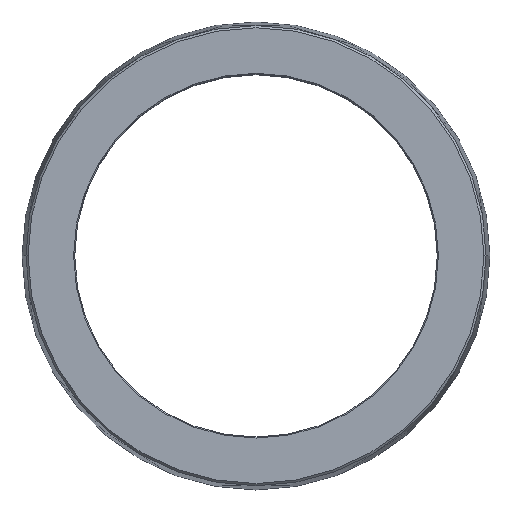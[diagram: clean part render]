
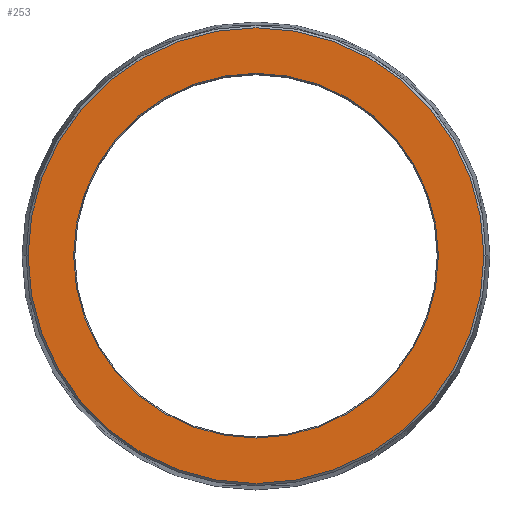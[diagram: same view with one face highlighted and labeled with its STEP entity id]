
A CAD part, top view. The second image highlights one B-rep face of the part: STEP entity #253.
In plain terms, the highlighted planar face has unit normal (0, 0, 1).
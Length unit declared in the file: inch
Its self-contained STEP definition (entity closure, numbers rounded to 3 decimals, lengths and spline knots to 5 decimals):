
#29 = VERTEX_POINT ( 'NONE', #423 ) ;
#33 = EDGE_CURVE ( 'NONE', #29, #176, #152, .T. ) ;
#35 = AXIS2_PLACEMENT_3D ( 'NONE', #288, #48, #213 ) ;
#45 = CARTESIAN_POINT ( 'NONE',  ( -2.1675, 0., 3. ) ) ;
#48 = DIRECTION ( 'NONE',  ( 0., 0., 1. ) ) ;
#56 = AXIS2_PLACEMENT_3D ( 'NONE', #479, #307, #184 ) ;
#58 = ORIENTED_EDGE ( 'NONE', *, *, #33, .T. ) ;
#62 = CIRCLE ( 'NONE', #56, 2.7087 ) ;
#73 = DIRECTION ( 'NONE',  ( 0., 0., -1. ) ) ;
#93 = DIRECTION ( 'NONE',  ( 0., 0., 1. ) ) ;
#130 = PLANE ( 'NONE',  #265 ) ;
#139 = DIRECTION ( 'NONE',  ( 0., 0., -1. ) ) ;
#140 = ORIENTED_EDGE ( 'NONE', *, *, #295, .T. ) ;
#152 = CIRCLE ( 'NONE', #354, 2.1675 ) ;
#153 = CARTESIAN_POINT ( 'NONE',  ( 0., 0., 3. ) ) ;
#167 = EDGE_CURVE ( 'NONE', #283, #356, #62, .T. ) ;
#176 = VERTEX_POINT ( 'NONE', #45 ) ;
#180 = ORIENTED_EDGE ( 'NONE', *, *, #167, .T. ) ;
#184 = DIRECTION ( 'NONE',  ( 1., 0., 0. ) ) ;
#203 = EDGE_LOOP ( 'NONE', ( #458, #180 ) ) ;
#213 = DIRECTION ( 'NONE',  ( 1., 0., 0. ) ) ;
#215 = CIRCLE ( 'NONE', #296, 2.1675 ) ;
#234 = DIRECTION ( 'NONE',  ( 1., 0., 0. ) ) ;
#249 = EDGE_LOOP ( 'NONE', ( #58, #140 ) ) ;
#253 = ADVANCED_FACE ( 'NONE', ( #403, #489 ), #130, .T. ) ;
#259 = CARTESIAN_POINT ( 'NONE',  ( -2.7087, 0., 3. ) ) ;
#265 = AXIS2_PLACEMENT_3D ( 'NONE', #448, #93, #234 ) ;
#283 = VERTEX_POINT ( 'NONE', #461 ) ;
#288 = CARTESIAN_POINT ( 'NONE',  ( 0., 0., 3. ) ) ;
#295 = EDGE_CURVE ( 'NONE', #176, #29, #215, .T. ) ;
#296 = AXIS2_PLACEMENT_3D ( 'NONE', #333, #139, #419 ) ;
#307 = DIRECTION ( 'NONE',  ( 0., 0., 1. ) ) ;
#330 = CIRCLE ( 'NONE', #35, 2.7087 ) ;
#333 = CARTESIAN_POINT ( 'NONE',  ( 0., 0., 3. ) ) ;
#354 = AXIS2_PLACEMENT_3D ( 'NONE', #153, #73, #482 ) ;
#356 = VERTEX_POINT ( 'NONE', #259 ) ;
#377 = EDGE_CURVE ( 'NONE', #356, #283, #330, .T. ) ;
#403 = FACE_BOUND ( 'NONE', #249, .T. ) ;
#419 = DIRECTION ( 'NONE',  ( 1., 0., 0. ) ) ;
#423 = CARTESIAN_POINT ( 'NONE',  ( 2.1675, 0., 3. ) ) ;
#448 = CARTESIAN_POINT ( 'NONE',  ( 0., 0., 3. ) ) ;
#458 = ORIENTED_EDGE ( 'NONE', *, *, #377, .T. ) ;
#461 = CARTESIAN_POINT ( 'NONE',  ( 2.7087, 0., 3. ) ) ;
#479 = CARTESIAN_POINT ( 'NONE',  ( 0., 0., 3. ) ) ;
#482 = DIRECTION ( 'NONE',  ( 1., 0., 0. ) ) ;
#489 = FACE_OUTER_BOUND ( 'NONE', #203, .T. ) ;
